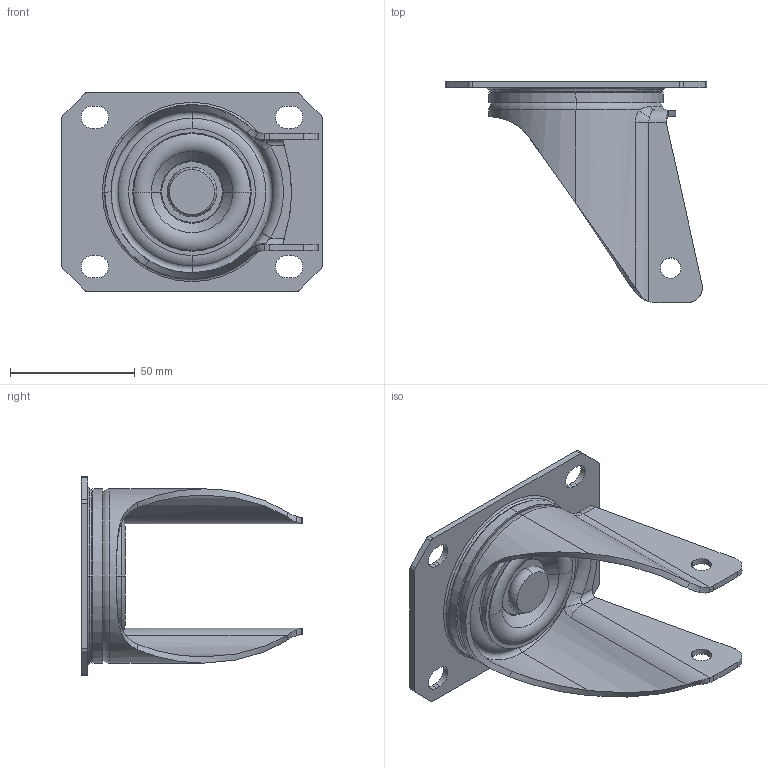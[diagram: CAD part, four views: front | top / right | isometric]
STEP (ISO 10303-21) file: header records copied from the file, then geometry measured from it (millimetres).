
FILE_DESCRIPTION (( 'STEP AP214' ), '1' );
FILE_NAME ('0055256.step', '2024-09-13T11:43:58', ( '' ), ( '' ), 'SwSTEP 2.0', 'SolidWorks 2020', '' );
FILE_SCHEMA (( 'AUTOMOTIVE_DESIGN' ));
Length unit declared in the file: millimetre
Products named in the file (1): 0055256
Bounding box: 105 x 88.8 x 80 mm (x, y, z)
Volume: 59084.4 mm3; surface area: 51217.7 mm2
Topology: 7 solids, 7 shells, 213 faces, 498 edges, 303 vertices
Faces by surface type: cylinder 61, torus 58, plane 44, cone 24, bspline 18, sphere 8
Entity records: 9853 total; most frequent: CARTESIAN_POINT 2626, DIRECTION 1063, ORIENTED_EDGE 956, EDGE_CURVE 478, AXIS2_PLACEMENT_3D 460, VERTEX_POINT 291, CIRCLE 264, EDGE_LOOP 241
